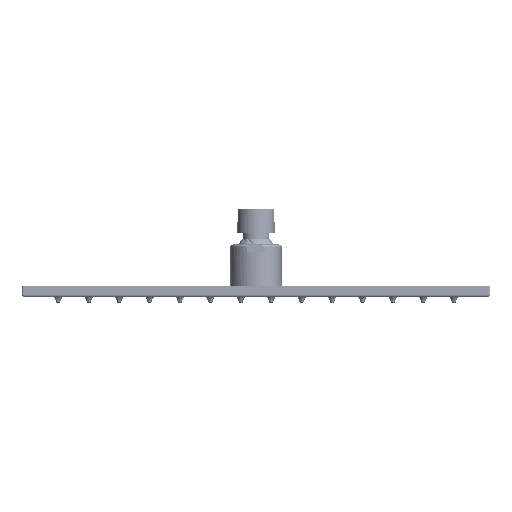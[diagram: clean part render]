
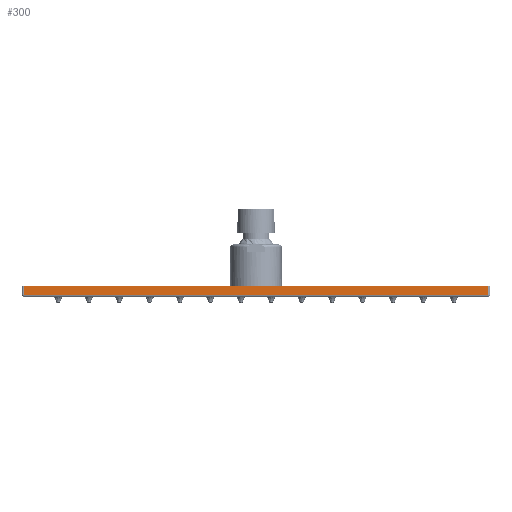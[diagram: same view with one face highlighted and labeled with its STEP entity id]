
A CAD part, front view. The second image highlights one B-rep face of the part: STEP entity #300.
In plain terms, the highlighted face is planar.
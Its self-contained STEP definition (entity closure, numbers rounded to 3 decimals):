
#300=ADVANCED_FACE('',(#5635),#66738,.T.);
#5635=FACE_OUTER_BOUND('',#9817,.T.);
#9817=EDGE_LOOP('',(#15381,#15382,#15383,#15384));
#15381=ORIENTED_EDGE('',*,*,#35753,.T.);
#15382=ORIENTED_EDGE('',*,*,#35750,.F.);
#15383=ORIENTED_EDGE('',*,*,#35755,.T.);
#15384=ORIENTED_EDGE('',*,*,#35754,.T.);
#35750=EDGE_CURVE('',#56924,#56923,#53683,.T.);
#35753=EDGE_CURVE('',#56925,#56923,#53684,.T.);
#35754=EDGE_CURVE('',#56926,#56925,#53685,.T.);
#35755=EDGE_CURVE('',#56924,#56926,#53686,.T.);
#53683=B_SPLINE_CURVE_WITH_KNOTS('',1,(#73865,#73866),.UNSPECIFIED.,.F.,
 .F.,(2,2),(-5.8,0.),.UNSPECIFIED.);
#53684=B_SPLINE_CURVE_WITH_KNOTS('',1,(#73873,#73874),.UNSPECIFIED.,.F.,
 .F.,(2,2),(-298.,0.),.UNSPECIFIED.);
#53685=B_SPLINE_CURVE_WITH_KNOTS('',1,(#73875,#73876),.UNSPECIFIED.,.F.,
 .F.,(2,2),(-5.8,0.),.UNSPECIFIED.);
#53686=B_SPLINE_CURVE_WITH_KNOTS('',1,(#73877,#73878),.UNSPECIFIED.,.F.,
 .F.,(2,2),(-298.,0.),.UNSPECIFIED.);
#56923=VERTEX_POINT('',#73190);
#56924=VERTEX_POINT('',#73191);
#56925=VERTEX_POINT('',#73192);
#56926=VERTEX_POINT('',#73193);
#66738=PLANE('',#67688);
#67688=AXIS2_PLACEMENT_3D('',#72185,#69833,$);
#69833=DIRECTION('',(0.,0.,1.));
#72185=CARTESIAN_POINT('',(-179.311,0.109,150.));
#73190=CARTESIAN_POINT('',(149.,1.2,150.));
#73191=CARTESIAN_POINT('',(149.,7.,150.));
#73192=CARTESIAN_POINT('',(-149.,1.2,150.));
#73193=CARTESIAN_POINT('',(-149.,7.,150.));
#73865=CARTESIAN_POINT('',(149.,7.,150.));
#73866=CARTESIAN_POINT('',(149.,1.2,150.));
#73873=CARTESIAN_POINT('',(-149.,1.2,150.));
#73874=CARTESIAN_POINT('',(149.,1.2,150.));
#73875=CARTESIAN_POINT('',(-149.,7.,150.));
#73876=CARTESIAN_POINT('',(-149.,1.2,150.));
#73877=CARTESIAN_POINT('',(149.,7.,150.));
#73878=CARTESIAN_POINT('',(-149.,7.,150.));
